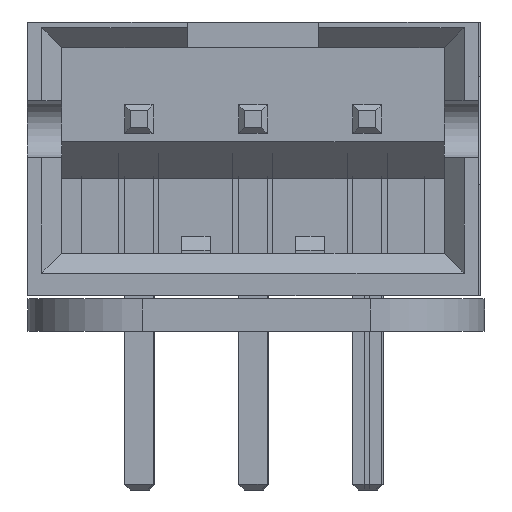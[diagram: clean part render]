
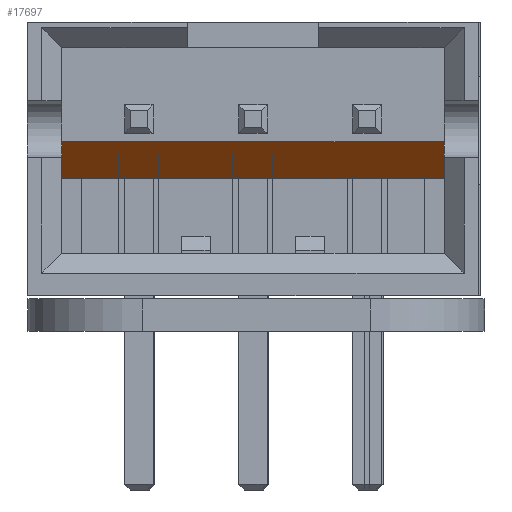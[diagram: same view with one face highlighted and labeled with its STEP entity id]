
A CAD part, left-side view. The second image highlights one B-rep face of the part: STEP entity #17697.
In plain terms, the highlighted face is planar.
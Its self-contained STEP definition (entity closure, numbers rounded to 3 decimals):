
#12174 = EDGE_CURVE('',#12175,#12177,#12179,.T.);
#12175 = VERTEX_POINT('',#12176);
#12176 = CARTESIAN_POINT('',(-1.35,2.7,-2.05));
#12177 = VERTEX_POINT('',#12178);
#12178 = CARTESIAN_POINT('',(5.35,2.7,-2.05));
#12179 = SURFACE_CURVE('',#12180,(#12184,#12196),.PCURVE_S1.);
#12180 = LINE('',#12181,#12182);
#12181 = CARTESIAN_POINT('',(-1.35,2.7,-2.05));
#12182 = VECTOR('',#12183,1.);
#12183 = DIRECTION('',(1.,0.,0.));
#12184 = PCURVE('',#12185,#12190);
#12185 = PLANE('',#12186);
#12186 = AXIS2_PLACEMENT_3D('',#12187,#12188,#12189);
#12187 = CARTESIAN_POINT('',(-1.95,0.,-2.05));
#12188 = DIRECTION('',(0.,0.,-1.));
#12189 = DIRECTION('',(0.,1.,0.));
#12190 = DEFINITIONAL_REPRESENTATION('',(#12191),#12195);
#12191 = LINE('',#12192,#12193);
#12192 = CARTESIAN_POINT('',(2.7,0.6));
#12193 = VECTOR('',#12194,1.);
#12194 = DIRECTION('',(0.,1.));
#12195 = ( GEOMETRIC_REPRESENTATION_CONTEXT(2) 
PARAMETRIC_REPRESENTATION_CONTEXT() REPRESENTATION_CONTEXT('2D SPACE',''
  ) );
#12196 = PCURVE('',#12197,#12202);
#12197 = PLANE('',#12198);
#12198 = AXIS2_PLACEMENT_3D('',#12199,#12200,#12201);
#12199 = CARTESIAN_POINT('',(-1.95,2.05,-1.4));
#12200 = DIRECTION('',(-0.,0.707,0.707));
#12201 = DIRECTION('',(1.,0.,0.));
#12202 = DEFINITIONAL_REPRESENTATION('',(#12203),#12207);
#12203 = LINE('',#12204,#12205);
#12204 = CARTESIAN_POINT('',(0.6,0.919));
#12205 = VECTOR('',#12206,1.);
#12206 = DIRECTION('',(1.,0.));
#12207 = ( GEOMETRIC_REPRESENTATION_CONTEXT(2) 
PARAMETRIC_REPRESENTATION_CONTEXT() REPRESENTATION_CONTEXT('2D SPACE',''
  ) );
#12225 = PLANE('',#12226);
#12226 = AXIS2_PLACEMENT_3D('',#12227,#12228,#12229);
#12227 = CARTESIAN_POINT('',(-1.35,0.75,7.356));
#12228 = DIRECTION('',(-1.,0.,0.));
#12229 = DIRECTION('',(0.,1.,0.));
#12381 = PLANE('',#12382);
#12382 = AXIS2_PLACEMENT_3D('',#12383,#12384,#12385);
#12383 = CARTESIAN_POINT('',(5.35,0.75,7.356));
#12384 = DIRECTION('',(1.,0.,0.));
#12385 = DIRECTION('',(0.,-1.,0.));
#14532 = PLANE('',#14533);
#14533 = AXIS2_PLACEMENT_3D('',#14534,#14535,#14536);
#14534 = CARTESIAN_POINT('',(-1.95,0.,-1.4));
#14535 = DIRECTION('',(0.,0.,-1.));
#14536 = DIRECTION('',(0.,1.,0.));
#14959 = VERTEX_POINT('',#14960);
#14960 = CARTESIAN_POINT('',(-1.35,2.05,-1.4));
#14981 = EDGE_CURVE('',#14959,#14982,#14984,.T.);
#14982 = VERTEX_POINT('',#14983);
#14983 = CARTESIAN_POINT('',(5.35,2.05,-1.4));
#14984 = SURFACE_CURVE('',#14985,(#14989,#14996),.PCURVE_S1.);
#14985 = LINE('',#14986,#14987);
#14986 = CARTESIAN_POINT('',(-1.95,2.05,-1.4));
#14987 = VECTOR('',#14988,1.);
#14988 = DIRECTION('',(1.,0.,0.));
#14989 = PCURVE('',#14532,#14990);
#14990 = DEFINITIONAL_REPRESENTATION('',(#14991),#14995);
#14991 = LINE('',#14992,#14993);
#14992 = CARTESIAN_POINT('',(2.05,0.));
#14993 = VECTOR('',#14994,1.);
#14994 = DIRECTION('',(0.,1.));
#14995 = ( GEOMETRIC_REPRESENTATION_CONTEXT(2) 
PARAMETRIC_REPRESENTATION_CONTEXT() REPRESENTATION_CONTEXT('2D SPACE',''
  ) );
#14996 = PCURVE('',#12197,#14997);
#14997 = DEFINITIONAL_REPRESENTATION('',(#14998),#15002);
#14998 = LINE('',#14999,#15000);
#14999 = CARTESIAN_POINT('',(0.,0.));
#15000 = VECTOR('',#15001,1.);
#15001 = DIRECTION('',(1.,0.));
#15002 = ( GEOMETRIC_REPRESENTATION_CONTEXT(2) 
PARAMETRIC_REPRESENTATION_CONTEXT() REPRESENTATION_CONTEXT('2D SPACE',''
  ) );
#15739 = EDGE_CURVE('',#14982,#12177,#15740,.T.);
#15740 = SURFACE_CURVE('',#15741,(#15745,#15752),.PCURVE_S1.);
#15741 = LINE('',#15742,#15743);
#15742 = CARTESIAN_POINT('',(5.35,2.05,-1.4));
#15743 = VECTOR('',#15744,1.);
#15744 = DIRECTION('',(0.,0.707,-0.707)
  );
#15745 = PCURVE('',#12381,#15746);
#15746 = DEFINITIONAL_REPRESENTATION('',(#15747),#15751);
#15747 = LINE('',#15748,#15749);
#15748 = CARTESIAN_POINT('',(-1.3,8.756));
#15749 = VECTOR('',#15750,1.);
#15750 = DIRECTION('',(-0.707,0.707));
#15751 = ( GEOMETRIC_REPRESENTATION_CONTEXT(2) 
PARAMETRIC_REPRESENTATION_CONTEXT() REPRESENTATION_CONTEXT('2D SPACE',''
  ) );
#15752 = PCURVE('',#12197,#15753);
#15753 = DEFINITIONAL_REPRESENTATION('',(#15754),#15758);
#15754 = LINE('',#15755,#15756);
#15755 = CARTESIAN_POINT('',(7.3,0.));
#15756 = VECTOR('',#15757,1.);
#15757 = DIRECTION('',(0.,1.));
#15758 = ( GEOMETRIC_REPRESENTATION_CONTEXT(2) 
PARAMETRIC_REPRESENTATION_CONTEXT() REPRESENTATION_CONTEXT('2D SPACE',''
  ) );
#17125 = EDGE_CURVE('',#12175,#14959,#17126,.T.);
#17126 = SURFACE_CURVE('',#17127,(#17131,#17138),.PCURVE_S1.);
#17127 = LINE('',#17128,#17129);
#17128 = CARTESIAN_POINT('',(-1.35,2.05,-1.4));
#17129 = VECTOR('',#17130,1.);
#17130 = DIRECTION('',(0.,-0.707,
    0.707));
#17131 = PCURVE('',#12225,#17132);
#17132 = DEFINITIONAL_REPRESENTATION('',(#17133),#17137);
#17133 = LINE('',#17134,#17135);
#17134 = CARTESIAN_POINT('',(1.3,8.756));
#17135 = VECTOR('',#17136,1.);
#17136 = DIRECTION('',(-0.707,-0.707));
#17137 = ( GEOMETRIC_REPRESENTATION_CONTEXT(2) 
PARAMETRIC_REPRESENTATION_CONTEXT() REPRESENTATION_CONTEXT('2D SPACE',''
  ) );
#17138 = PCURVE('',#12197,#17139);
#17139 = DEFINITIONAL_REPRESENTATION('',(#17140),#17144);
#17140 = LINE('',#17141,#17142);
#17141 = CARTESIAN_POINT('',(0.6,0.));
#17142 = VECTOR('',#17143,1.);
#17143 = DIRECTION('',(0.,-1.));
#17144 = ( GEOMETRIC_REPRESENTATION_CONTEXT(2) 
PARAMETRIC_REPRESENTATION_CONTEXT() REPRESENTATION_CONTEXT('2D SPACE',''
  ) );
#17697 = ADVANCED_FACE('',(#17698),#12197,.F.);
#17698 = FACE_BOUND('',#17699,.T.);
#17699 = EDGE_LOOP('',(#17700,#17701,#17702,#17703));
#17700 = ORIENTED_EDGE('',*,*,#17125,.F.);
#17701 = ORIENTED_EDGE('',*,*,#12174,.T.);
#17702 = ORIENTED_EDGE('',*,*,#15739,.F.);
#17703 = ORIENTED_EDGE('',*,*,#14981,.F.);
